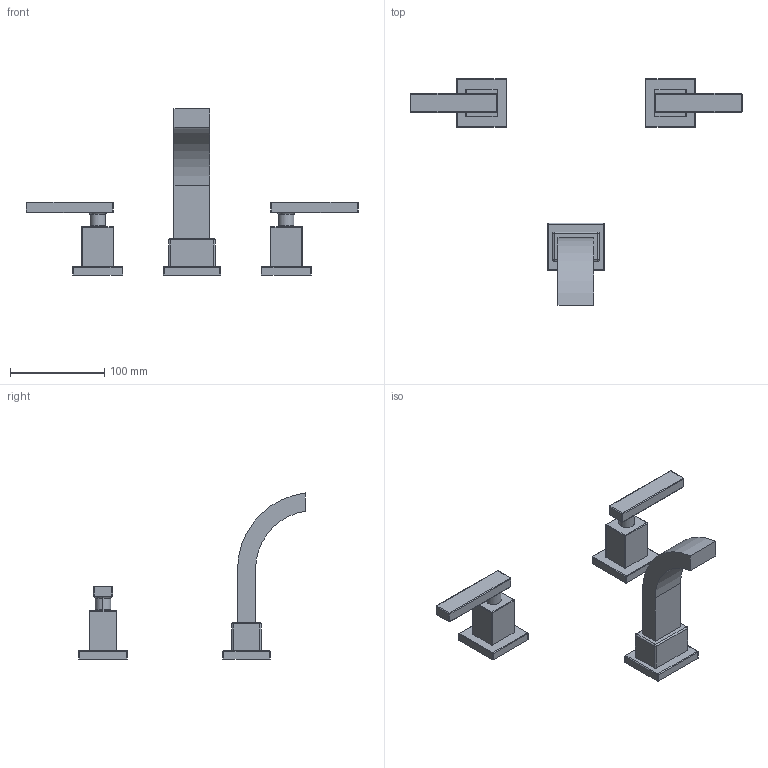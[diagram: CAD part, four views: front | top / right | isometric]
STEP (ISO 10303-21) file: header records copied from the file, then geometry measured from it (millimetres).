
FILE_DESCRIPTION((''),'2;1');
FILE_NAME('3-2045_SW0001','2020-12-01T14:25:41',('rsmith'),(''),'CREO PARAMETRIC BY PTC INC, 2018400','CREO PARAMETRIC BY PTC INC, 2018400','');
FILE_SCHEMA(('AUTOMOTIVE_DESIGN { 1 0 10303 214 1 1 1 1 }'));
Length unit declared in the file: inch
Products named in the file (1): 3-2045_SW0001
Bounding box: 352.43 x 240.54 x 176.28 mm (x, y, z)
Volume: 371750.4 mm3; surface area: 69287 mm2
Topology: 3 solids, 3 shells, 188 faces, 390 edges, 216 vertices
Faces by surface type: cylinder 86, plane 54, sphere 40, bspline 4, torus 4
Entity records: 8631 total; most frequent: CARTESIAN_POINT 1020, DIRECTION 934, ORIENTED_EDGE 780, PRESENTATION_STYLE_ASSIGNMENT 581, STYLED_ITEM 393, CURVE_STYLE 390, EDGE_CURVE 390, AXIS2_PLACEMENT_3D 368
